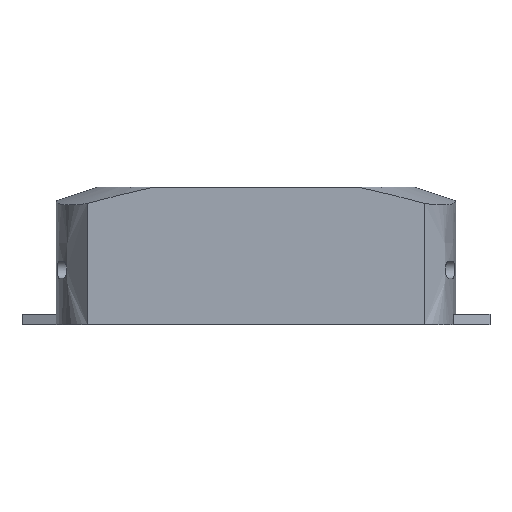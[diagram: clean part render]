
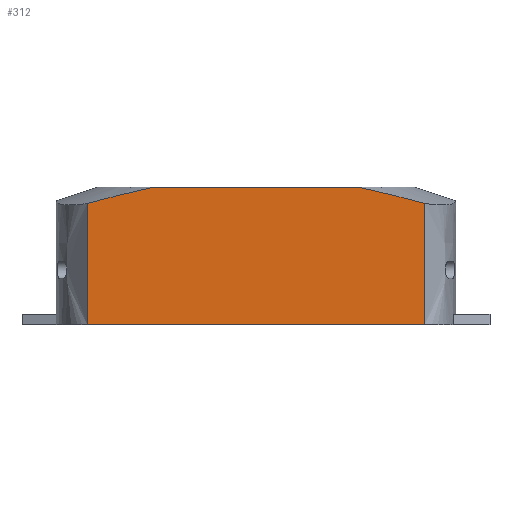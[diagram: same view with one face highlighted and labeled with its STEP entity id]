
A CAD part, front view. The second image highlights one B-rep face of the part: STEP entity #312.
In plain terms, the highlighted planar face has unit normal (0, -1, 0).
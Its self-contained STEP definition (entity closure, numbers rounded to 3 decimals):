
#312 = ADVANCED_FACE( '', ( #757 ), #758, .F. );
#757 = FACE_OUTER_BOUND( '', #1373, .T. );
#758 = PLANE( '', #1374 );
#1373 = EDGE_LOOP( '', ( #2443, #2444, #2445, #2446, #2447, #2448 ) );
#1374 = AXIS2_PLACEMENT_3D( '', #2449, #2450, #2451 );
#2443 = ORIENTED_EDGE( '', *, *, #4466, .F. );
#2444 = ORIENTED_EDGE( '', *, *, #4467, .F. );
#2445 = ORIENTED_EDGE( '', *, *, #4330, .T. );
#2446 = ORIENTED_EDGE( '', *, *, #4340, .T. );
#2447 = ORIENTED_EDGE( '', *, *, #4468, .F. );
#2448 = ORIENTED_EDGE( '', *, *, #4469, .F. );
#2449 = CARTESIAN_POINT( '', ( -29., -17.5, 20. ) );
#2450 = DIRECTION( '', ( 0., 1., 0. ) );
#2451 = DIRECTION( '', ( -1., 0., 0. ) );
#4330 = EDGE_CURVE( '', #5099, #5097, #5100, .T. );
#4340 = EDGE_CURVE( '', #5097, #5113, #5116, .T. );
#4466 = EDGE_CURVE( '', #5324, #5325, #5326, .T. );
#4467 = EDGE_CURVE( '', #5099, #5324, #5327, .T. );
#4468 = EDGE_CURVE( '', #5328, #5113, #5329, .T. );
#4469 = EDGE_CURVE( '', #5325, #5328, #5330, .T. );
#5097 = VERTEX_POINT( '', #6350 );
#5099 = VERTEX_POINT( '', #6355 );
#5100 = LINE( '', #6356, #6357 );
#5113 = VERTEX_POINT( '', #6380 );
#5116 = LINE( '', #6400, #6401 );
#5324 = VERTEX_POINT( '', #7030 );
#5325 = VERTEX_POINT( '', #7031 );
#5326 = B_SPLINE_CURVE_WITH_KNOTS( '', 3, ( #7032, #7033, #7034, #7035, #7036, #7037 ), .UNSPECIFIED., .F., .F., ( 4, 2, 4 ), ( 0.031, 0.036, 0.041 ), .UNSPECIFIED. );
#5327 = LINE( '', #7038, #7039 );
#5328 = VERTEX_POINT( '', #7040 );
#5329 = B_SPLINE_CURVE_WITH_KNOTS( '', 3, ( #7041, #7042, #7043, #7044, #7045, #7046 ), .UNSPECIFIED., .F., .F., ( 4, 2, 4 ), ( 0.07, 0.075, 0.08 ), .UNSPECIFIED. );
#5330 = LINE( '', #7047, #7048 );
#6350 = CARTESIAN_POINT( '', ( 24.499, -17.5, 0. ) );
#6355 = CARTESIAN_POINT( '', ( -24.499, -17.5, 0. ) );
#6356 = CARTESIAN_POINT( '', ( -29., -17.5, 0. ) );
#6357 = VECTOR( '', #8927, 1000. );
#6380 = CARTESIAN_POINT( '', ( 24.499, -17.5, 17.631 ) );
#6400 = CARTESIAN_POINT( '', ( 24.499, -17.5, -51.041 ) );
#6401 = VECTOR( '', #8930, 1000. );
#7030 = CARTESIAN_POINT( '', ( -24.499, -17.5, 17.631 ) );
#7031 = CARTESIAN_POINT( '', ( -14.925, -17.5, 20. ) );
#7032 = CARTESIAN_POINT( '', ( -24.499, -17.5, 17.631 ) );
#7033 = CARTESIAN_POINT( '', ( -22.911, -17.5, 18.062 ) );
#7034 = CARTESIAN_POINT( '', ( -21.321, -17.5, 18.479 ) );
#7035 = CARTESIAN_POINT( '', ( -18.131, -17.5, 19.274 ) );
#7036 = CARTESIAN_POINT( '', ( -16.532, -17.5, 19.652 ) );
#7037 = CARTESIAN_POINT( '', ( -14.925, -17.5, 20. ) );
#7038 = CARTESIAN_POINT( '', ( -24.499, -17.5, -51.041 ) );
#7039 = VECTOR( '', #8969, 1000. );
#7040 = CARTESIAN_POINT( '', ( 14.925, -17.5, 20. ) );
#7041 = CARTESIAN_POINT( '', ( 14.925, -17.5, 20. ) );
#7042 = CARTESIAN_POINT( '', ( 16.532, -17.5, 19.652 ) );
#7043 = CARTESIAN_POINT( '', ( 18.132, -17.5, 19.274 ) );
#7044 = CARTESIAN_POINT( '', ( 21.322, -17.5, 18.479 ) );
#7045 = CARTESIAN_POINT( '', ( 22.912, -17.5, 18.061 ) );
#7046 = CARTESIAN_POINT( '', ( 24.499, -17.5, 17.631 ) );
#7047 = CARTESIAN_POINT( '', ( -29., -17.5, 20. ) );
#7048 = VECTOR( '', #8970, 1000. );
#8927 = DIRECTION( '', ( 1., 0., 0. ) );
#8930 = DIRECTION( '', ( 0., 0., 1. ) );
#8969 = DIRECTION( '', ( 0., 0., 1. ) );
#8970 = DIRECTION( '', ( 1., 0., 0. ) );
